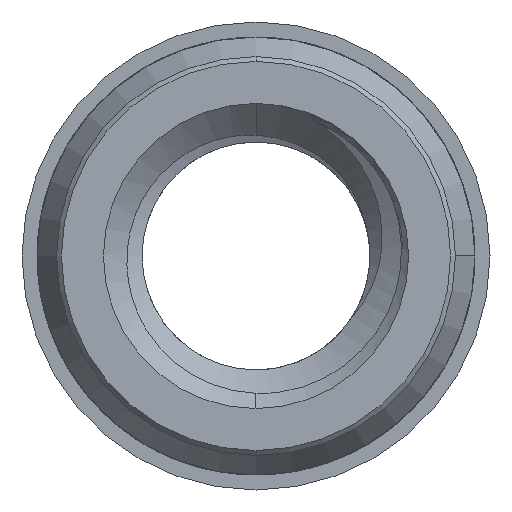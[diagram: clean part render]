
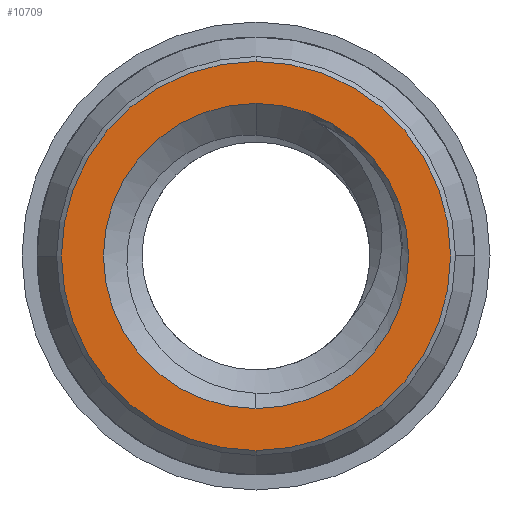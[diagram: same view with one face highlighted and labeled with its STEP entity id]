
A CAD part, front view. The second image highlights one B-rep face of the part: STEP entity #10709.
In plain terms, the highlighted planar face has unit normal (0, -1, 0).
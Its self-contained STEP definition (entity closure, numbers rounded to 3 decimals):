
#38 = AXIS2_PLACEMENT_3D ( 'NONE', #3791, #6624, #8641 ) ;
#76 = DIRECTION ( 'NONE',  ( 0., 1., 0. ) ) ;
#177 = EDGE_CURVE ( 'NONE', #12285, #5537, #12754, .T. ) ;
#648 = AXIS2_PLACEMENT_3D ( 'NONE', #5059, #2116, #3988 ) ;
#1014 = EDGE_CURVE ( 'NONE', #10858, #7339, #5895, .T. ) ;
#1919 = DIRECTION ( 'NONE',  ( 0., 0., 1. ) ) ;
#1981 = AXIS2_PLACEMENT_3D ( 'NONE', #12743, #2891, #3934 ) ;
#2037 = EDGE_LOOP ( 'NONE', ( #8228, #9173 ) ) ;
#2040 = FACE_OUTER_BOUND ( 'NONE', #2037, .T. ) ;
#2041 = CARTESIAN_POINT ( 'NONE',  ( 0., -7.9, 2.07 ) ) ;
#2116 = DIRECTION ( 'NONE',  ( 0., 1., 0. ) ) ;
#2891 = DIRECTION ( 'NONE',  ( 0., 1., 0. ) ) ;
#3036 = ORIENTED_EDGE ( 'NONE', *, *, #1014, .T. ) ;
#3105 = CARTESIAN_POINT ( 'NONE',  ( 0., -7.9, 2.64 ) ) ;
#3510 = AXIS2_PLACEMENT_3D ( 'NONE', #9050, #5146, #7206 ) ;
#3791 = CARTESIAN_POINT ( 'NONE',  ( 0., -7.9, 0. ) ) ;
#3934 = DIRECTION ( 'NONE',  ( 0., 0., 1. ) ) ;
#3988 = DIRECTION ( 'NONE',  ( 0., 0., 1. ) ) ;
#4171 = PLANE ( 'NONE',  #648 ) ;
#5059 = CARTESIAN_POINT ( 'NONE',  ( 0., -7.9, 0. ) ) ;
#5146 = DIRECTION ( 'NONE',  ( 0., 1., 0. ) ) ;
#5513 = CIRCLE ( 'NONE', #3510, 2.07 ) ;
#5537 = VERTEX_POINT ( 'NONE', #3105 ) ;
#5895 = CIRCLE ( 'NONE', #6326, 2.07 ) ;
#5942 = EDGE_CURVE ( 'NONE', #5537, #12285, #8659, .T. ) ;
#6326 = AXIS2_PLACEMENT_3D ( 'NONE', #6979, #76, #1919 ) ;
#6624 = DIRECTION ( 'NONE',  ( 0., 1., 0. ) ) ;
#6781 = EDGE_CURVE ( 'NONE', #7339, #10858, #5513, .T. ) ;
#6807 = ORIENTED_EDGE ( 'NONE', *, *, #6781, .T. ) ;
#6979 = CARTESIAN_POINT ( 'NONE',  ( 0., -7.9, 0. ) ) ;
#7173 = FACE_BOUND ( 'NONE', #10249, .T. ) ;
#7206 = DIRECTION ( 'NONE',  ( 0., 0., 1. ) ) ;
#7339 = VERTEX_POINT ( 'NONE', #2041 ) ;
#8228 = ORIENTED_EDGE ( 'NONE', *, *, #177, .F. ) ;
#8641 = DIRECTION ( 'NONE',  ( 0., 0., 1. ) ) ;
#8659 = CIRCLE ( 'NONE', #38, 2.64 ) ;
#9050 = CARTESIAN_POINT ( 'NONE',  ( 0., -7.9, 0. ) ) ;
#9173 = ORIENTED_EDGE ( 'NONE', *, *, #5942, .F. ) ;
#10249 = EDGE_LOOP ( 'NONE', ( #3036, #6807 ) ) ;
#10542 = CARTESIAN_POINT ( 'NONE',  ( 0., -7.9, -2.64 ) ) ;
#10709 = ADVANCED_FACE ( 'NONE', ( #7173, #2040 ), #4171, .F. ) ;
#10858 = VERTEX_POINT ( 'NONE', #12664 ) ;
#12285 = VERTEX_POINT ( 'NONE', #10542 ) ;
#12664 = CARTESIAN_POINT ( 'NONE',  ( 0., -7.9, -2.07 ) ) ;
#12743 = CARTESIAN_POINT ( 'NONE',  ( 0., -7.9, 0. ) ) ;
#12754 = CIRCLE ( 'NONE', #1981, 2.64 ) ;
